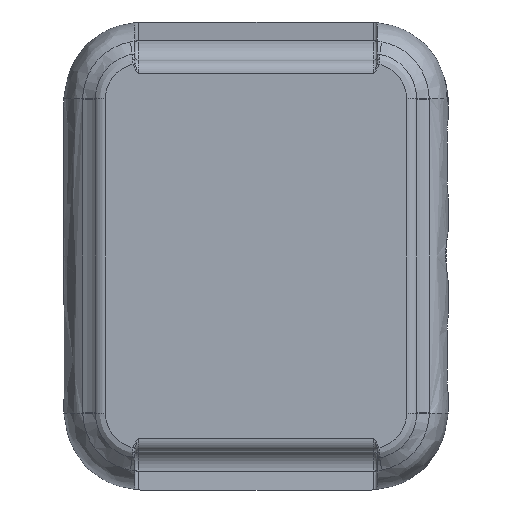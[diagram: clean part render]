
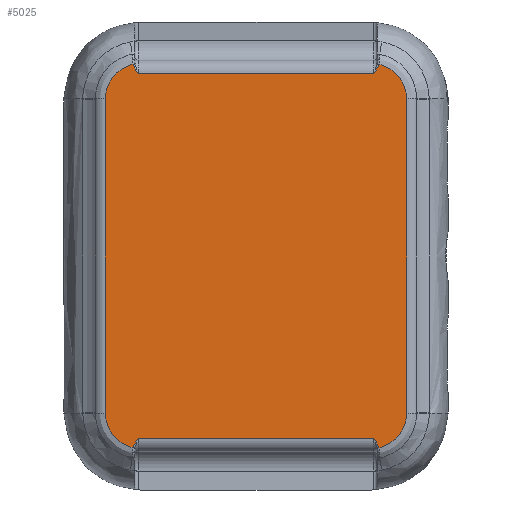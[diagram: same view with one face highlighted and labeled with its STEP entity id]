
A CAD part, front view. The second image highlights one B-rep face of the part: STEP entity #5025.
In plain terms, the highlighted planar face has unit normal (0, -1, 0).
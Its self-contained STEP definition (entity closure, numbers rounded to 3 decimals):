
#108=ELLIPSE('',#5296,3.222,3.202);
#110=ELLIPSE('',#5340,3.222,3.202);
#111=ELLIPSE('',#5355,3.222,3.202);
#112=ELLIPSE('',#5356,3.222,3.202);
#203=PLANE('',#5354);
#315=LINE('',#9755,#553);
#319=LINE('',#10103,#557);
#322=LINE('',#10323,#560);
#323=LINE('',#10326,#561);
#553=VECTOR('',#5697,9.702);
#557=VECTOR('',#5789,9.702);
#560=VECTOR('',#5840,9.763);
#561=VECTOR('',#5843,9.763);
#886=FACE_OUTER_BOUND('',#1197,.T.);
#1197=EDGE_LOOP('',(#3732,#3733,#3734,#3735,#3736,#3737,#3738,#3739,#3740,
#3741,#3742,#3743));
#1708=B_SPLINE_CURVE_WITH_KNOTS('',3,(#9720,#9721,#9722,#9723,#9724,#9725),
 .UNSPECIFIED.,.F.,.F.,(4,2,4),(0.,0.,0.093),
 .UNSPECIFIED.);
#1714=B_SPLINE_CURVE_WITH_KNOTS('',3,(#9860,#9861,#9862,#9863,#9864,#9865),
 .UNSPECIFIED.,.F.,.F.,(4,2,4),(0.,0.093,0.093),
 .UNSPECIFIED.);
#1721=B_SPLINE_CURVE_WITH_KNOTS('',3,(#10068,#10069,#10070,#10071,#10072,
#10073),.UNSPECIFIED.,.F.,.F.,(4,2,4),(0.,0.,0.093),
 .UNSPECIFIED.);
#1727=B_SPLINE_CURVE_WITH_KNOTS('',3,(#10208,#10209,#10210,#10211,#10212,
#10213),.UNSPECIFIED.,.F.,.F.,(4,2,4),(0.,0.093,0.093),
 .UNSPECIFIED.);
#2088=VERTEX_POINT('',#9677);
#2089=VERTEX_POINT('',#9713);
#2098=VERTEX_POINT('',#9753);
#2102=VERTEX_POINT('',#9818);
#2105=VERTEX_POINT('',#9953);
#2113=VERTEX_POINT('',#10025);
#2114=VERTEX_POINT('',#10061);
#2123=VERTEX_POINT('',#10101);
#2127=VERTEX_POINT('',#10166);
#2130=VERTEX_POINT('',#10301);
#2135=VERTEX_POINT('',#10322);
#2136=VERTEX_POINT('',#10325);
#2652=EDGE_CURVE('',#2089,#2088,#1708,.T.);
#2667=EDGE_CURVE('',#2098,#2089,#315,.T.);
#2680=EDGE_CURVE('',#2102,#2098,#1714,.T.);
#2683=EDGE_CURVE('',#2105,#2102,#108,.T.);
#2699=EDGE_CURVE('',#2114,#2113,#1721,.T.);
#2714=EDGE_CURVE('',#2123,#2114,#319,.T.);
#2727=EDGE_CURVE('',#2127,#2123,#1727,.T.);
#2730=EDGE_CURVE('',#2130,#2127,#110,.T.);
#2739=EDGE_CURVE('',#2135,#2105,#322,.T.);
#2740=EDGE_CURVE('',#2113,#2135,#111,.T.);
#2741=EDGE_CURVE('',#2136,#2130,#323,.T.);
#2742=EDGE_CURVE('',#2088,#2136,#112,.T.);
#3732=ORIENTED_EDGE('',*,*,#2652,.F.);
#3733=ORIENTED_EDGE('',*,*,#2667,.F.);
#3734=ORIENTED_EDGE('',*,*,#2680,.F.);
#3735=ORIENTED_EDGE('',*,*,#2683,.F.);
#3736=ORIENTED_EDGE('',*,*,#2739,.F.);
#3737=ORIENTED_EDGE('',*,*,#2740,.F.);
#3738=ORIENTED_EDGE('',*,*,#2699,.F.);
#3739=ORIENTED_EDGE('',*,*,#2714,.F.);
#3740=ORIENTED_EDGE('',*,*,#2727,.F.);
#3741=ORIENTED_EDGE('',*,*,#2730,.F.);
#3742=ORIENTED_EDGE('',*,*,#2741,.F.);
#3743=ORIENTED_EDGE('',*,*,#2742,.F.);
#5025=ADVANCED_FACE('',(#886),#203,.T.);
#5296=AXIS2_PLACEMENT_3D('',#9955,#5718,#5719);
#5340=AXIS2_PLACEMENT_3D('',#10303,#5810,#5811);
#5354=AXIS2_PLACEMENT_3D('',#10321,#5838,#5839);
#5355=AXIS2_PLACEMENT_3D('',#10324,#5841,#5842);
#5356=AXIS2_PLACEMENT_3D('',#10327,#5844,#5845);
#5697=DIRECTION('',(1.,0.,0.));
#5718=DIRECTION('center_axis',(0.,1.,0.));
#5719=DIRECTION('ref_axis',(0.,0.,1.));
#5789=DIRECTION('',(-1.,0.,0.));
#5810=DIRECTION('center_axis',(0.,1.,0.));
#5811=DIRECTION('ref_axis',(0.,0.,-1.));
#5838=DIRECTION('center_axis',(0.,-1.,0.));
#5839=DIRECTION('ref_axis',(0.,0.,-1.));
#5840=DIRECTION('',(0.,0.,1.));
#5841=DIRECTION('center_axis',(0.,1.,0.));
#5842=DIRECTION('ref_axis',(0.,0.,1.));
#5843=DIRECTION('',(0.,0.,-1.));
#5844=DIRECTION('center_axis',(0.,1.,0.));
#5845=DIRECTION('ref_axis',(0.,0.,-1.));
#9677=CARTESIAN_POINT('',(11.643,-9.52,17.447));
#9713=CARTESIAN_POINT('',(11.188,-9.52,16.637));
#9720=CARTESIAN_POINT('Ctrl Pts',(11.188,-9.52,16.637));
#9721=CARTESIAN_POINT('Ctrl Pts',(11.189,-9.52,16.638));
#9722=CARTESIAN_POINT('Ctrl Pts',(11.189,-9.52,16.639));
#9723=CARTESIAN_POINT('Ctrl Pts',(11.37,-9.52,16.891));
#9724=CARTESIAN_POINT('Ctrl Pts',(11.557,-9.52,17.151));
#9725=CARTESIAN_POINT('Ctrl Pts',(11.643,-9.52,17.447));
#9753=CARTESIAN_POINT('',(-10.212,-9.52,16.637));
#9755=CARTESIAN_POINT('',(0.488,-9.52,16.637));
#9818=CARTESIAN_POINT('',(-10.668,-9.52,17.447));
#9860=CARTESIAN_POINT('Ctrl Pts',(-10.668,-9.52,17.447));
#9861=CARTESIAN_POINT('Ctrl Pts',(-10.582,-9.52,17.151));
#9862=CARTESIAN_POINT('Ctrl Pts',(-10.395,-9.52,16.891));
#9863=CARTESIAN_POINT('Ctrl Pts',(-10.214,-9.52,16.639));
#9864=CARTESIAN_POINT('Ctrl Pts',(-10.213,-9.52,16.638));
#9865=CARTESIAN_POINT('Ctrl Pts',(-10.212,-9.52,16.637));
#9953=CARTESIAN_POINT('',(-13.193,-9.52,14.298));
#9955=CARTESIAN_POINT('Origin',(-9.991,-9.52,14.298));
#10025=CARTESIAN_POINT('',(-10.668,-9.52,-17.359));
#10061=CARTESIAN_POINT('',(-10.212,-9.52,-16.548));
#10068=CARTESIAN_POINT('Ctrl Pts',(-10.212,-9.52,
-16.548));
#10069=CARTESIAN_POINT('Ctrl Pts',(-10.213,-9.52,
-16.55));
#10070=CARTESIAN_POINT('Ctrl Pts',(-10.214,-9.52,-16.551));
#10071=CARTESIAN_POINT('Ctrl Pts',(-10.395,-9.52,-16.803));
#10072=CARTESIAN_POINT('Ctrl Pts',(-10.582,-9.52,
-17.063));
#10073=CARTESIAN_POINT('Ctrl Pts',(-10.668,-9.52,
-17.359));
#10101=CARTESIAN_POINT('',(11.188,-9.52,-16.548));
#10103=CARTESIAN_POINT('',(0.488,-9.52,-16.548));
#10166=CARTESIAN_POINT('',(11.643,-9.52,-17.359));
#10208=CARTESIAN_POINT('Ctrl Pts',(11.643,-9.52,-17.359));
#10209=CARTESIAN_POINT('Ctrl Pts',(11.557,-9.52,-17.063));
#10210=CARTESIAN_POINT('Ctrl Pts',(11.37,-9.52,-16.803));
#10211=CARTESIAN_POINT('Ctrl Pts',(11.189,-9.52,-16.551));
#10212=CARTESIAN_POINT('Ctrl Pts',(11.189,-9.52,-16.55));
#10213=CARTESIAN_POINT('Ctrl Pts',(11.188,-9.52,-16.548));
#10301=CARTESIAN_POINT('',(14.168,-9.52,-14.21));
#10303=CARTESIAN_POINT('Origin',(10.966,-9.52,-14.21));
#10321=CARTESIAN_POINT('Origin',(0.488,-9.52,0.044));
#10322=CARTESIAN_POINT('',(-13.193,-9.52,-14.21));
#10323=CARTESIAN_POINT('',(-13.193,-9.52,7.171));
#10324=CARTESIAN_POINT('Origin',(-9.991,-9.52,-14.21));
#10325=CARTESIAN_POINT('',(14.168,-9.52,14.298));
#10326=CARTESIAN_POINT('',(14.168,-9.52,-7.083));
#10327=CARTESIAN_POINT('Origin',(10.966,-9.52,14.298));
